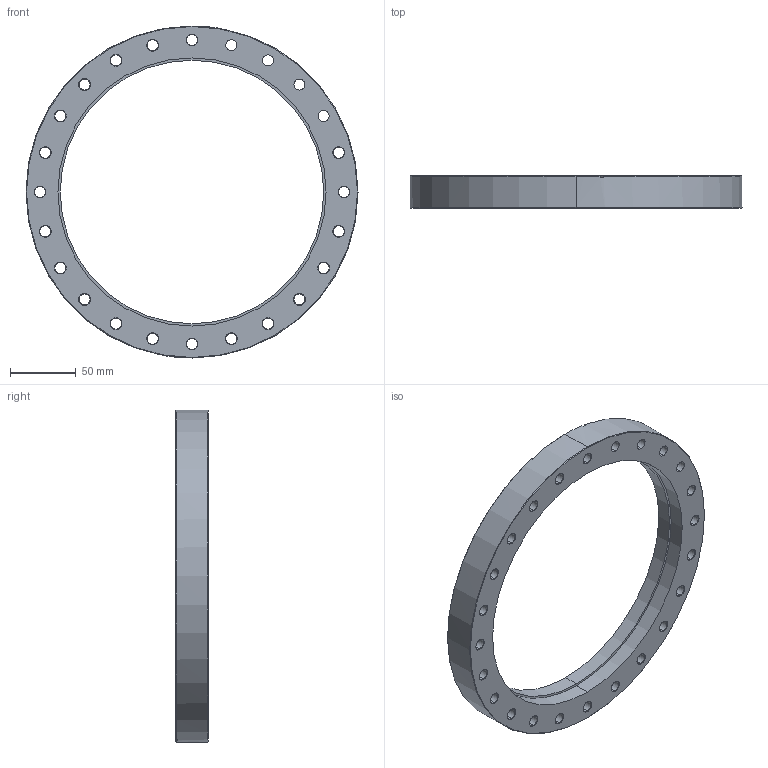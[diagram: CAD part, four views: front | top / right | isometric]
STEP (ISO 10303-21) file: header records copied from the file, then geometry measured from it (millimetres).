
FILE_DESCRIPTION (( 'STEP AP214' ), '1' );
FILE_NAME ('Hositrad_CF200-204-Weldflange.STEP', '2011-05-23T09:40:44', ( '' ), ( '' ), 'SwSTEP 2.0', 'SolidWorks 2011', '' );
FILE_SCHEMA (( 'AUTOMOTIVE_DESIGN' ));
Length unit declared in the file: millimetre
Products named in the file (1): Hositrad_CF200-204-Weldflange
Bounding box: 253.2 x 24.6 x 253.2 mm (x, y, z)
Volume: 403491.7 mm3; surface area: 85685.2 mm2
Topology: 1 solids, 1 shells, 160 faces, 385 edges, 228 vertices
Faces by surface type: cone 89, cylinder 60, plane 11
Entity records: 4827 total; most frequent: DIRECTION 915, CARTESIAN_POINT 825, ORIENTED_EDGE 770, EDGE_CURVE 385, AXIS2_PLACEMENT_3D 376, VERTEX_POINT 228, CIRCLE 215, EDGE_LOOP 211
